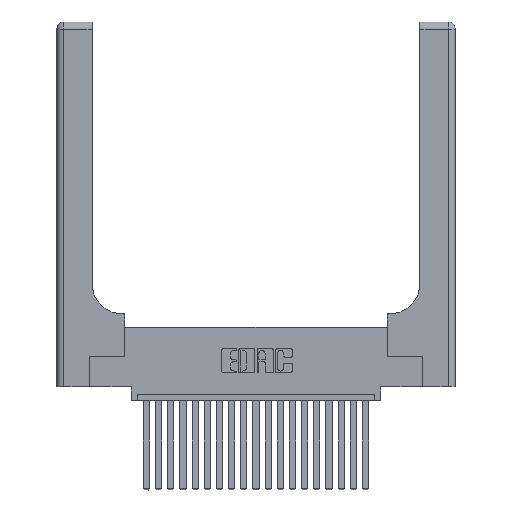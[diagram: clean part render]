
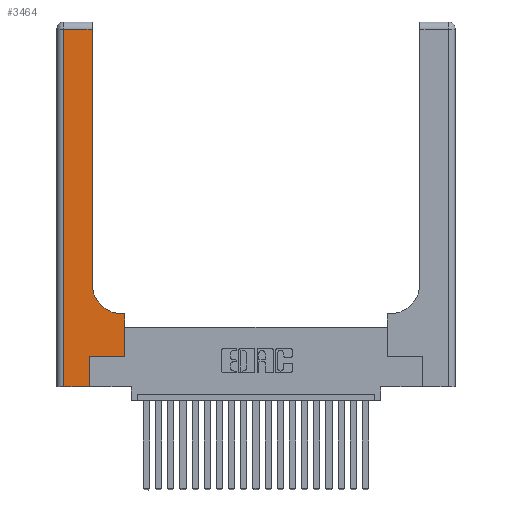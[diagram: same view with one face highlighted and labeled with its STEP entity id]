
A CAD part, top view. The second image highlights one B-rep face of the part: STEP entity #3464.
In plain terms, the highlighted planar face has unit normal (0, 0, 1).
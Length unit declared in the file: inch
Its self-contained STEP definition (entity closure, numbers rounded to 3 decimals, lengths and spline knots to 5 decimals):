
#129 = DIRECTION ( 'NONE',  ( 0., 0., -1. ) ) ;
#1161 = CARTESIAN_POINT ( 'NONE',  ( 0.269, 0.25, 0.37 ) ) ;
#1302 = EDGE_CURVE ( 'NONE', #17920, #7752, #4217, .T. ) ;
#1669 = LINE ( 'NONE', #6007, #10402 ) ;
#2280 = VERTEX_POINT ( 'NONE', #11378 ) ;
#2488 = CARTESIAN_POINT ( 'NONE',  ( 0.06, 0., 0.37 ) ) ;
#2749 = DIRECTION ( 'NONE',  ( 1., 0., 0. ) ) ;
#2752 = VECTOR ( 'NONE', #4763, 39.37008 ) ;
#3144 = CARTESIAN_POINT ( 'NONE',  ( 0.2915, 0.85, 0.37 ) ) ;
#3464 = ADVANCED_FACE ( 'NONE', ( #10687 ), #10744, .F. ) ;
#3607 = VECTOR ( 'NONE', #13573, 39.37008 ) ;
#4044 = CARTESIAN_POINT ( 'NONE',  ( 0.2915, 0.6, 0.37 ) ) ;
#4217 = LINE ( 'NONE', #18995, #9969 ) ;
#4281 = DIRECTION ( 'NONE',  ( 0., 1., 0. ) ) ;
#4330 = VECTOR ( 'NONE', #4281, 39.37008 ) ;
#4674 = EDGE_CURVE ( 'NONE', #5481, #19144, #20088, .T. ) ;
#4763 = DIRECTION ( 'NONE',  ( 0., 1., 0. ) ) ;
#4922 = ORIENTED_EDGE ( 'NONE', *, *, #9257, .T. ) ;
#4964 = CARTESIAN_POINT ( 'NONE',  ( 0.5585, 0.25, 0.37 ) ) ;
#5363 = ORIENTED_EDGE ( 'NONE', *, *, #14695, .T. ) ;
#5481 = VERTEX_POINT ( 'NONE', #4964 ) ;
#5703 = CARTESIAN_POINT ( 'NONE',  ( 0.269, 0.25, 0.37 ) ) ;
#5870 = CARTESIAN_POINT ( 'NONE',  ( 0.5585, 0.6, 0.37 ) ) ;
#6007 = CARTESIAN_POINT ( 'NONE',  ( 0.06, 3., 0.37 ) ) ;
#7487 = ORIENTED_EDGE ( 'NONE', *, *, #13747, .T. ) ;
#7752 = VERTEX_POINT ( 'NONE', #14140 ) ;
#7825 = CARTESIAN_POINT ( 'NONE',  ( 0.5415, 0.6, 0.37 ) ) ;
#8044 = CARTESIAN_POINT ( 'NONE',  ( 0.5415, 0.85, 0.37 ) ) ;
#8206 = CARTESIAN_POINT ( 'NONE',  ( 0.269, 0., 0.37 ) ) ;
#8416 = CARTESIAN_POINT ( 'NONE',  ( 0.2915, 3., 0.37 ) ) ;
#8792 = ORIENTED_EDGE ( 'NONE', *, *, #13960, .T. ) ;
#8810 = LINE ( 'NONE', #8416, #3607 ) ;
#8813 = EDGE_LOOP ( 'NONE', ( #17858, #21539, #8792, #17138, #7487, #21606, #9940, #4922, #5363 ) ) ;
#9257 = EDGE_CURVE ( 'NONE', #19144, #16279, #14919, .T. ) ;
#9765 = VECTOR ( 'NONE', #21458, 39.37008 ) ;
#9789 = DIRECTION ( 'NONE',  ( 0., 0., -1. ) ) ;
#9940 = ORIENTED_EDGE ( 'NONE', *, *, #4674, .T. ) ;
#9969 = VECTOR ( 'NONE', #13744, 39.37008 ) ;
#10402 = VECTOR ( 'NONE', #19906, 39.37008 ) ;
#10687 = FACE_OUTER_BOUND ( 'NONE', #8813, .T. ) ;
#10744 = PLANE ( 'NONE',  #14347 ) ;
#11378 = CARTESIAN_POINT ( 'NONE',  ( 0.2915, 2.94, 0.37 ) ) ;
#11728 = EDGE_CURVE ( 'NONE', #2280, #16781, #19128, .T. ) ;
#11767 = LINE ( 'NONE', #8206, #2752 ) ;
#12629 = DIRECTION ( 'NONE',  ( 1., 0., 0. ) ) ;
#12668 = CARTESIAN_POINT ( 'NONE',  ( 0.06, 2.94, 0.37 ) ) ;
#13573 = DIRECTION ( 'NONE',  ( 0., 1., 0. ) ) ;
#13684 = VERTEX_POINT ( 'NONE', #1161 ) ;
#13744 = DIRECTION ( 'NONE',  ( 1., 0., 0. ) ) ;
#13747 = EDGE_CURVE ( 'NONE', #7752, #13684, #11767, .T. ) ;
#13960 = EDGE_CURVE ( 'NONE', #16781, #17920, #1669, .T. ) ;
#14009 = EDGE_CURVE ( 'NONE', #13684, #5481, #17199, .T. ) ;
#14140 = CARTESIAN_POINT ( 'NONE',  ( 0.269, 0., 0.37 ) ) ;
#14347 = AXIS2_PLACEMENT_3D ( 'NONE', #15720, #129, #21067 ) ;
#14695 = EDGE_CURVE ( 'NONE', #16279, #16403, #21249, .T. ) ;
#14919 = LINE ( 'NONE', #4044, #9765 ) ;
#15720 = CARTESIAN_POINT ( 'NONE',  ( 0., 3., 0.37 ) ) ;
#16279 = VERTEX_POINT ( 'NONE', #7825 ) ;
#16403 = VERTEX_POINT ( 'NONE', #3144 ) ;
#16781 = VERTEX_POINT ( 'NONE', #12668 ) ;
#17138 = ORIENTED_EDGE ( 'NONE', *, *, #1302, .T. ) ;
#17199 = LINE ( 'NONE', #5703, #18286 ) ;
#17858 = ORIENTED_EDGE ( 'NONE', *, *, #21693, .T. ) ;
#17920 = VERTEX_POINT ( 'NONE', #2488 ) ;
#18286 = VECTOR ( 'NONE', #12629, 39.37008 ) ;
#18995 = CARTESIAN_POINT ( 'NONE',  ( 0., 0., 0.37 ) ) ;
#19128 = LINE ( 'NONE', #19510, #21304 ) ;
#19144 = VERTEX_POINT ( 'NONE', #5870 ) ;
#19510 = CARTESIAN_POINT ( 'NONE',  ( 0., 2.94, 0.37 ) ) ;
#19706 = CARTESIAN_POINT ( 'NONE',  ( 0.5585, 0.25, 0.37 ) ) ;
#19777 = AXIS2_PLACEMENT_3D ( 'NONE', #8044, #9789, #2749 ) ;
#19906 = DIRECTION ( 'NONE',  ( 0., -1., 0. ) ) ;
#20088 = LINE ( 'NONE', #19706, #4330 ) ;
#21067 = DIRECTION ( 'NONE',  ( -1., 0., 0. ) ) ;
#21249 = CIRCLE ( 'NONE', #19777, 0.25 ) ;
#21304 = VECTOR ( 'NONE', #21341, 39.37008 ) ;
#21341 = DIRECTION ( 'NONE',  ( -1., 0., 0. ) ) ;
#21458 = DIRECTION ( 'NONE',  ( -1., 0., 0. ) ) ;
#21539 = ORIENTED_EDGE ( 'NONE', *, *, #11728, .T. ) ;
#21606 = ORIENTED_EDGE ( 'NONE', *, *, #14009, .T. ) ;
#21693 = EDGE_CURVE ( 'NONE', #16403, #2280, #8810, .T. ) ;
